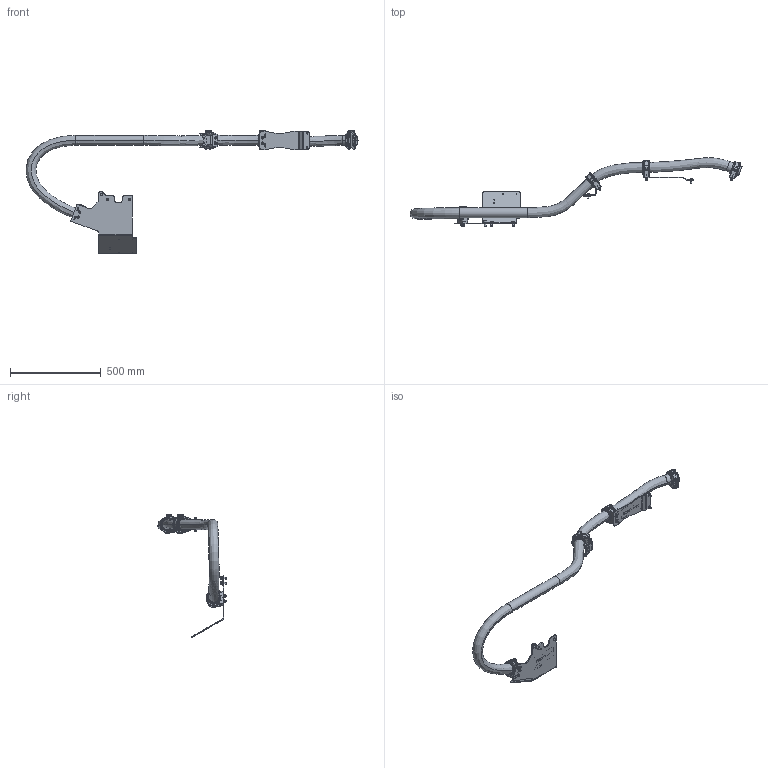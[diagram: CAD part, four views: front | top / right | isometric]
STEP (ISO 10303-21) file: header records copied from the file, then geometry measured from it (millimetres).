
FILE_DESCRIPTION (( 'STEP AP214' ), '1' );
FILE_NAME ('P2190-2.STEP', '2023-06-16T11:03:19', ( '' ), ( '' ), 'SwSTEP 2.0', 'SolidWorks 2021', '' );
FILE_SCHEMA (( 'AUTOMOTIVE_DESIGN' ));
Length unit declared in the file: millimetre
Products named in the file (1): P2190-2
Bounding box: 1834.25 x 380.05 x 679.48 mm (x, y, z)
Volume: 2476710.4 mm3; surface area: 1362895.5 mm2
Topology: 52 solids, 52 shells, 3555 faces, 9178 edges, 5946 vertices
Faces by surface type: plane 1704, cylinder 813, bspline 742, cone 142, torus 106, sphere 48
Entity records: 255887 total; most frequent: CARTESIAN_POINT 135623, ORIENTED_EDGE 18148, DIRECTION 13886, EDGE_CURVE 9074, VERTEX_POINT 5898, VECTOR 5230, LINE 5230, AXIS2_PLACEMENT_3D 4328
